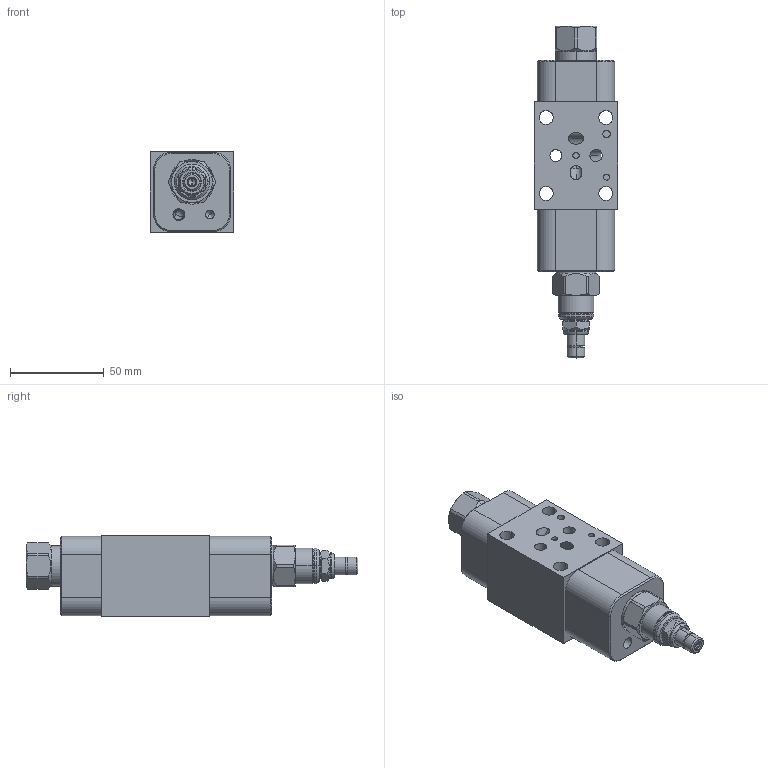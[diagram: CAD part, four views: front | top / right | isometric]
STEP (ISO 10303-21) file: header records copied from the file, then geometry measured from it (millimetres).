
FILE_DESCRIPTION((''),'2;1');
FILE_NAME('YSCELANAA_ASM','2024-07-31T',('ProEService'),(''),'PRO/ENGINEER BY PARAMETRIC TECHNOLOGY CORPORATION, 2014200','PRO/ENGINEER BY PARAMETRIC TECHNOLOGY CORPORATION, 2014200','');
FILE_SCHEMA(('CONFIG_CONTROL_DESIGN'));
Length unit declared in the file: inch
Products named in the file (8): 150-283; CXCDXCN; RSDCLAN; 500-001-012; 700-002; 811-001-006; 850-004-250; YSCELANAA_ASM
Assembly tree (11 placements, depth 2):
  YSCELANAA_ASM
    150-283
    CXCDXCN
    RSDCLAN
    500-001-012  x4
    700-002
    811-001-006
    850-004-250  x2
Bounding box: 44.45 x 176.96 x 43.18 mm (x, y, z)
Volume: 196821.6 mm3; surface area: 51773.1 mm2
Topology: 8 solids, 9 shells, 509 faces, 1538 edges, 1219 vertices
Faces by surface type: cylinder 200, plane 127, cone 99, torus 53, revolution 20, sphere 10
Entity records: 21178 total; most frequent: CARTESIAN_POINT 7304, DIRECTION 2973, ORIENTED_EDGE 2432, EDGE_CURVE 1216, AXIS2_PLACEMENT_3D 1099, VECTOR 755, LINE 755, VERTEX_POINT 754
